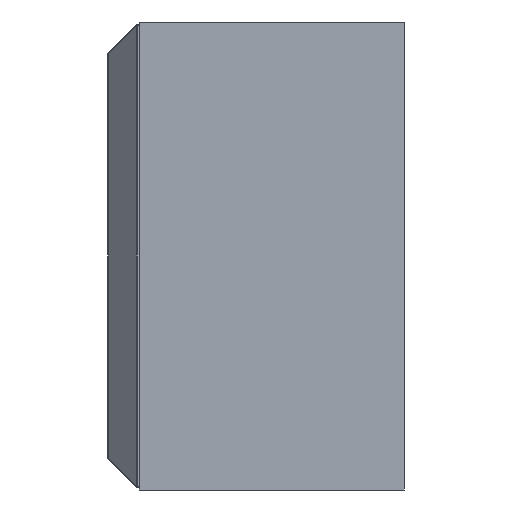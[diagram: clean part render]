
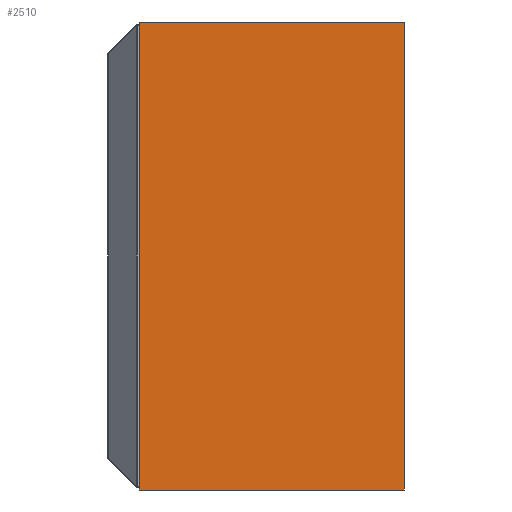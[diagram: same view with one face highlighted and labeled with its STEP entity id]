
A CAD part, left-side view. The second image highlights one B-rep face of the part: STEP entity #2510.
In plain terms, the highlighted planar face has unit normal (-1, 0, 0).
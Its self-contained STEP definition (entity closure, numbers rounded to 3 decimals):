
#2086 = CARTESIAN_POINT ( 'NONE',  ( -33.4, 17., -15. ) ) ;
#2510 = ADVANCED_FACE ( 'NONE', ( #10526 ), #21691, .F. ) ;
#3415 = CARTESIAN_POINT ( 'NONE',  ( -33.4, 0., 15. ) ) ;
#4103 = ORIENTED_EDGE ( 'NONE', *, *, #12811, .T. ) ;
#4990 = LINE ( 'NONE', #23659, #16528 ) ;
#5453 = LINE ( 'NONE', #21955, #22353 ) ;
#6887 = VERTEX_POINT ( 'NONE', #27595 ) ;
#7904 = DIRECTION ( 'NONE',  ( 1., 0., 0. ) ) ;
#10487 = DIRECTION ( 'NONE',  ( 0., 0., 1. ) ) ;
#10526 = FACE_OUTER_BOUND ( 'NONE', #19072, .T. ) ;
#11383 = ORIENTED_EDGE ( 'NONE', *, *, #26476, .F. ) ;
#11430 = CARTESIAN_POINT ( 'NONE',  ( -33.4, 0., -15. ) ) ;
#11587 = ORIENTED_EDGE ( 'NONE', *, *, #18677, .T. ) ;
#12207 = DIRECTION ( 'NONE',  ( 0., 0., 1. ) ) ;
#12811 = EDGE_CURVE ( 'NONE', #19612, #15405, #4990, .T. ) ;
#14753 = CARTESIAN_POINT ( 'NONE',  ( -33.4, 17., -15. ) ) ;
#15405 = VERTEX_POINT ( 'NONE', #3415 ) ;
#15863 = DIRECTION ( 'NONE',  ( 0., -1., 0. ) ) ;
#16353 = CARTESIAN_POINT ( 'NONE',  ( -33.4, 17., -15. ) ) ;
#16528 = VECTOR ( 'NONE', #12207, 1000. ) ;
#17853 = LINE ( 'NONE', #25388, #23920 ) ;
#18677 = EDGE_CURVE ( 'NONE', #21586, #19612, #20949, .T. ) ;
#19072 = EDGE_LOOP ( 'NONE', ( #4103, #24475, #11383, #11587 ) ) ;
#19612 = VERTEX_POINT ( 'NONE', #11430 ) ;
#20949 = LINE ( 'NONE', #2086, #27029 ) ;
#21586 = VERTEX_POINT ( 'NONE', #16353 ) ;
#21691 = PLANE ( 'NONE',  #26994 ) ;
#21955 = CARTESIAN_POINT ( 'NONE',  ( -33.4, 17., -15. ) ) ;
#21997 = EDGE_CURVE ( 'NONE', #6887, #15405, #17853, .T. ) ;
#22353 = VECTOR ( 'NONE', #10487, 1000. ) ;
#23659 = CARTESIAN_POINT ( 'NONE',  ( -33.4, 0., -15. ) ) ;
#23920 = VECTOR ( 'NONE', #27726, 1000. ) ;
#23943 = DIRECTION ( 'NONE',  ( 0., 0., -1. ) ) ;
#24475 = ORIENTED_EDGE ( 'NONE', *, *, #21997, .F. ) ;
#25388 = CARTESIAN_POINT ( 'NONE',  ( -33.4, 17., 15. ) ) ;
#26476 = EDGE_CURVE ( 'NONE', #21586, #6887, #5453, .T. ) ;
#26994 = AXIS2_PLACEMENT_3D ( 'NONE', #14753, #7904, #23943 ) ;
#27029 = VECTOR ( 'NONE', #15863, 1000. ) ;
#27595 = CARTESIAN_POINT ( 'NONE',  ( -33.4, 17., 15. ) ) ;
#27726 = DIRECTION ( 'NONE',  ( 0., -1., 0. ) ) ;
